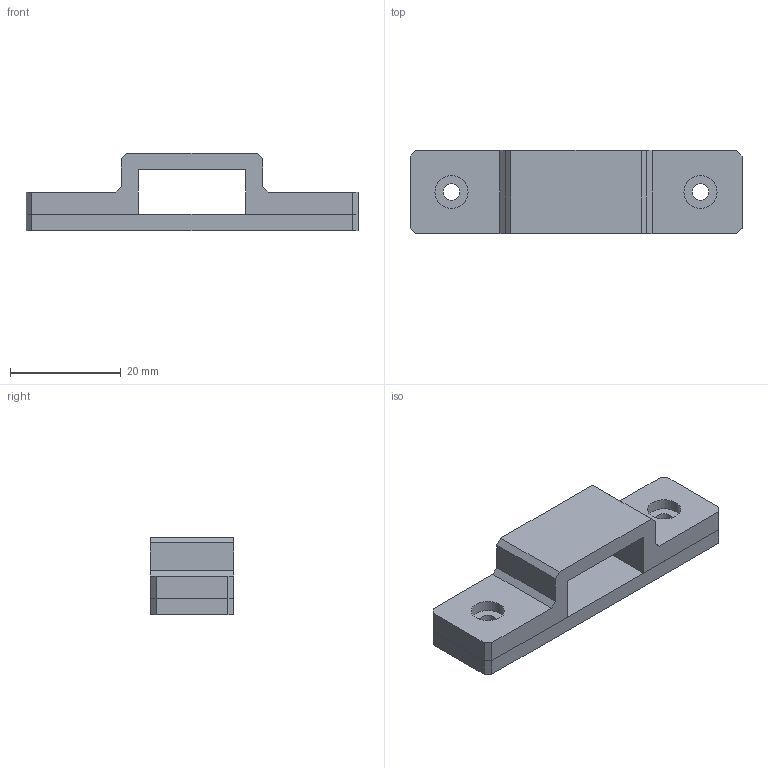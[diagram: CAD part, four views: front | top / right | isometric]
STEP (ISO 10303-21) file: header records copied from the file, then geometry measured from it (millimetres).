
FILE_DESCRIPTION(/* description */ (''),/* implementation_level */ '2;1');
FILE_NAME(/* name */ 'MH-Z19B mount v3.step',/* time_stamp */ '2025-06-23T19:55:43+02:00',/* author */ (''),/* organization */ (''),/* preprocessor_version */ 'ST-DEVELOPER v20',/* originating_system */ 'Autodesk Translation Framework v13.20.0.188',/* authorisation */ '');
FILE_SCHEMA (('AUTOMOTIVE_DESIGN { 1 0 10303 214 3 1 1 }'));
Length unit declared in the file: millimetre
Products named in the file (3): MH-Z19B mount; clamp bottom; clamp top
Assembly tree (2 placements, depth 2):
  MH-Z19B mount
    clamp bottom
    clamp top
Bounding box: 60 x 15 x 14 mm (x, y, z)
Volume: 6439.7 mm3; surface area: 5198.5 mm2
Topology: 2 solids, 2 shells, 40 faces, 102 edges, 68 vertices
Faces by surface type: plane 34, cylinder 6
Full cylindrical faces by diameter (mm): 3 x4, 6 x2
Entity records: 1299 total; most frequent: CARTESIAN_POINT 215, ORIENTED_EDGE 204, DIRECTION 204, EDGE_CURVE 102, LINE 90, VECTOR 90, VERTEX_POINT 68, AXIS2_PLACEMENT_3D 57
